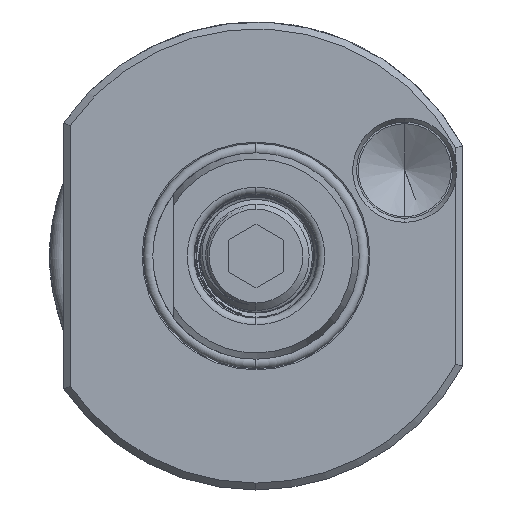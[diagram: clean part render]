
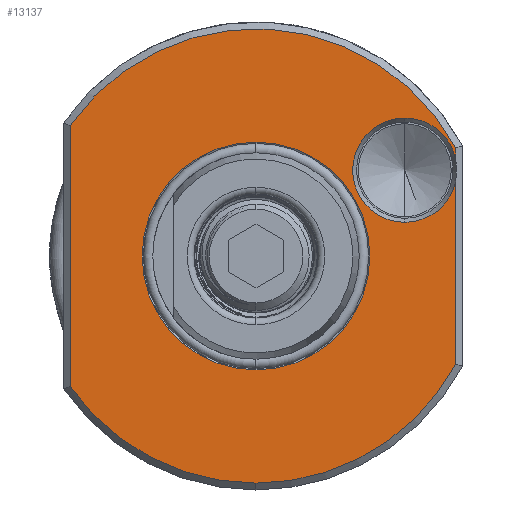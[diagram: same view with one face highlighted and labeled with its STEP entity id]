
A CAD part, left-side view. The second image highlights one B-rep face of the part: STEP entity #13137.
In plain terms, the highlighted planar face has unit normal (-1, 0, 0).
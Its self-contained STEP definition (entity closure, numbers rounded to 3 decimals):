
#815 = VERTEX_POINT ( 'NONE', #28680 ) ;
#816 = VERTEX_POINT ( 'NONE', #28715 ) ;
#951 = VERTEX_POINT ( 'NONE', #8947 ) ;
#957 = VERTEX_POINT ( 'NONE', #8958 ) ;
#961 = VERTEX_POINT ( 'NONE', #8963 ) ;
#994 = VERTEX_POINT ( 'NONE', #9006 ) ;
#1003 = VERTEX_POINT ( 'NONE', #9056 ) ;
#2722 = EDGE_LOOP ( 'NONE', ( #26037, #26063, #26015, #26072, #26036, #26032, #26057, #26043, #26031 ) ) ;
#2740 = EDGE_LOOP ( 'NONE', ( #26021, #25970 ) ) ;
#3158 = PLANE ( 'NONE',  #7328 ) ;
#3159 = DIRECTION ( 'NONE',  ( 0., 0., 1. ) ) ;
#3167 = DIRECTION ( 'NONE',  ( -1., 0., 0. ) ) ;
#3170 = CARTESIAN_POINT ( 'NONE',  ( 2., 15., 0. ) ) ;
#7328 = AXIS2_PLACEMENT_3D ( 'NONE', #3170, #3167, #3159 ) ;
#8947 = CARTESIAN_POINT ( 'NONE',  ( 2., -29., 15.748 ) ) ;
#8958 = CARTESIAN_POINT ( 'NONE',  ( 2., 27., -18.974 ) ) ;
#8963 = CARTESIAN_POINT ( 'NONE',  ( 2., 27., 18.974 ) ) ;
#9006 = CARTESIAN_POINT ( 'NONE',  ( 2., -29., -15.748 ) ) ;
#9056 = CARTESIAN_POINT ( 'NONE',  ( 2., 0., -33. ) ) ;
#9563 = CARTESIAN_POINT ( 'NONE',  ( 2., -21.62, 20.047 ) ) ;
#9618 = CARTESIAN_POINT ( 'NONE',  ( 2., -21.62, 4.893 ) ) ;
#9620 = CARTESIAN_POINT ( 'NONE',  ( 2., -29., 10.752 ) ) ;
#11518 = VERTEX_POINT ( 'NONE', #49933 ) ;
#13137 = ADVANCED_FACE ( 'NONE', ( #47637, #47691 ), #3158, .T. ) ;
#17905 = DIRECTION ( 'NONE',  ( -1., 0., 0. ) ) ;
#17950 = CARTESIAN_POINT ( 'NONE',  ( 2., 0., 0. ) ) ;
#17995 = DIRECTION ( 'NONE',  ( 0., 0., 1. ) ) ;
#18436 = EDGE_CURVE ( 'NONE', #815, #816, #46832, .T. ) ;
#18444 = EDGE_CURVE ( 'NONE', #961, #957, #46860, .T. ) ;
#18450 = EDGE_CURVE ( 'NONE', #50188, #50252, #46848, .T. ) ;
#18456 = EDGE_CURVE ( 'NONE', #11518, #951, #46877, .T. ) ;
#18480 = EDGE_CURVE ( 'NONE', #994, #50175, #46879, .T. ) ;
#18486 = EDGE_CURVE ( 'NONE', #951, #961, #46932, .T. ) ;
#18488 = EDGE_CURVE ( 'NONE', #957, #1003, #46927, .T. ) ;
#18800 = EDGE_CURVE ( 'NONE', #50252, #11518, #47212, .T. ) ;
#18834 = EDGE_CURVE ( 'NONE', #50175, #50188, #47230, .T. ) ;
#18880 = EDGE_CURVE ( 'NONE', #816, #815, #47248, .T. ) ;
#19162 = EDGE_CURVE ( 'NONE', #1003, #994, #47407, .T. ) ;
#21972 = CARTESIAN_POINT ( 'NONE',  ( 2., 0., 0. ) ) ;
#21991 = DIRECTION ( 'NONE',  ( 1., 0., 0. ) ) ;
#22006 = DIRECTION ( 'NONE',  ( 0., 1., 0. ) ) ;
#22395 = DIRECTION ( 'NONE',  ( 1., 0., 0. ) ) ;
#22415 = DIRECTION ( 'NONE',  ( 0., 0., 1. ) ) ;
#22445 = CARTESIAN_POINT ( 'NONE',  ( 2., -21.62, 12.47 ) ) ;
#23012 = DIRECTION ( 'NONE',  ( 0., 0., 1. ) ) ;
#23039 = CARTESIAN_POINT ( 'NONE',  ( 2., -21.62, 12.47 ) ) ;
#23043 = DIRECTION ( 'NONE',  ( 1., 0., 0. ) ) ;
#25970 = ORIENTED_EDGE ( 'NONE', *, *, #18436, .T. ) ;
#26015 = ORIENTED_EDGE ( 'NONE', *, *, #18480, .T. ) ;
#26021 = ORIENTED_EDGE ( 'NONE', *, *, #18880, .T. ) ;
#26031 = ORIENTED_EDGE ( 'NONE', *, *, #18444, .T. ) ;
#26032 = ORIENTED_EDGE ( 'NONE', *, *, #18800, .T. ) ;
#26036 = ORIENTED_EDGE ( 'NONE', *, *, #18450, .T. ) ;
#26037 = ORIENTED_EDGE ( 'NONE', *, *, #18488, .T. ) ;
#26043 = ORIENTED_EDGE ( 'NONE', *, *, #18486, .T. ) ;
#26057 = ORIENTED_EDGE ( 'NONE', *, *, #18456, .T. ) ;
#26063 = ORIENTED_EDGE ( 'NONE', *, *, #19162, .T. ) ;
#26072 = ORIENTED_EDGE ( 'NONE', *, *, #18834, .T. ) ;
#28680 = CARTESIAN_POINT ( 'NONE',  ( 2., 16.55, 0. ) ) ;
#28715 = CARTESIAN_POINT ( 'NONE',  ( 2., -16.55, 0. ) ) ;
#30530 = CARTESIAN_POINT ( 'NONE',  ( 2., 0., 0. ) ) ;
#30543 = CARTESIAN_POINT ( 'NONE',  ( 2., -29., 0. ) ) ;
#30562 = DIRECTION ( 'NONE',  ( -1., 0., 0. ) ) ;
#30584 = CARTESIAN_POINT ( 'NONE',  ( 2., 0., 0. ) ) ;
#30587 = DIRECTION ( 'NONE',  ( -1., 0., 0. ) ) ;
#30589 = DIRECTION ( 'NONE',  ( 0., 0., 1. ) ) ;
#30591 = DIRECTION ( 'NONE',  ( 0., 0., 1. ) ) ;
#30606 = DIRECTION ( 'NONE',  ( 0., 0., 1. ) ) ;
#31711 = CARTESIAN_POINT ( 'NONE',  ( 2., 0., 0. ) ) ;
#31738 = DIRECTION ( 'NONE',  ( 1., 0., 0. ) ) ;
#31747 = DIRECTION ( 'NONE',  ( 0., 1., 0. ) ) ;
#31775 = DIRECTION ( 'NONE',  ( 0., 0., -1. ) ) ;
#31802 = CARTESIAN_POINT ( 'NONE',  ( 2., 27., 0. ) ) ;
#31805 = DIRECTION ( 'NONE',  ( 1., 0., 0. ) ) ;
#31811 = CARTESIAN_POINT ( 'NONE',  ( 2., -29., 0. ) ) ;
#31820 = DIRECTION ( 'NONE',  ( 0., 0., 1. ) ) ;
#31860 = CARTESIAN_POINT ( 'NONE',  ( 2., -21.62, 12.47 ) ) ;
#31861 = DIRECTION ( 'NONE',  ( 0., 0., 1. ) ) ;
#46820 = VECTOR ( 'NONE', #31861, 1000. ) ;
#46832 = CIRCLE ( 'NONE', #48619, 16.55 ) ;
#46848 = CIRCLE ( 'NONE', #48576, 7.577 ) ;
#46860 = LINE ( 'NONE', #31802, #46863 ) ;
#46863 = VECTOR ( 'NONE', #31775, 1000. ) ;
#46877 = LINE ( 'NONE', #31811, #46820 ) ;
#46879 = LINE ( 'NONE', #30543, #46923 ) ;
#46923 = VECTOR ( 'NONE', #30606, 1000. ) ;
#46927 = CIRCLE ( 'NONE', #48606, 33. ) ;
#46932 = CIRCLE ( 'NONE', #48603, 33. ) ;
#47212 = CIRCLE ( 'NONE', #48735, 7.577 ) ;
#47230 = CIRCLE ( 'NONE', #48742, 7.577 ) ;
#47248 = CIRCLE ( 'NONE', #48810, 16.55 ) ;
#47407 = CIRCLE ( 'NONE', #49240, 33. ) ;
#47637 = FACE_OUTER_BOUND ( 'NONE', #2722, .T. ) ;
#47691 = FACE_BOUND ( 'NONE', #2740, .T. ) ;
#48576 = AXIS2_PLACEMENT_3D ( 'NONE', #31860, #31805, #31820 ) ;
#48603 = AXIS2_PLACEMENT_3D ( 'NONE', #30530, #30562, #30589 ) ;
#48606 = AXIS2_PLACEMENT_3D ( 'NONE', #30584, #30587, #30591 ) ;
#48619 = AXIS2_PLACEMENT_3D ( 'NONE', #31711, #31738, #31747 ) ;
#48735 = AXIS2_PLACEMENT_3D ( 'NONE', #22445, #22395, #22415 ) ;
#48742 = AXIS2_PLACEMENT_3D ( 'NONE', #23039, #23043, #23012 ) ;
#48810 = AXIS2_PLACEMENT_3D ( 'NONE', #21972, #21991, #22006 ) ;
#49240 = AXIS2_PLACEMENT_3D ( 'NONE', #17950, #17905, #17995 ) ;
#49933 = CARTESIAN_POINT ( 'NONE',  ( 2., -29., 14.188 ) ) ;
#50175 = VERTEX_POINT ( 'NONE', #9620 ) ;
#50188 = VERTEX_POINT ( 'NONE', #9618 ) ;
#50252 = VERTEX_POINT ( 'NONE', #9563 ) ;
